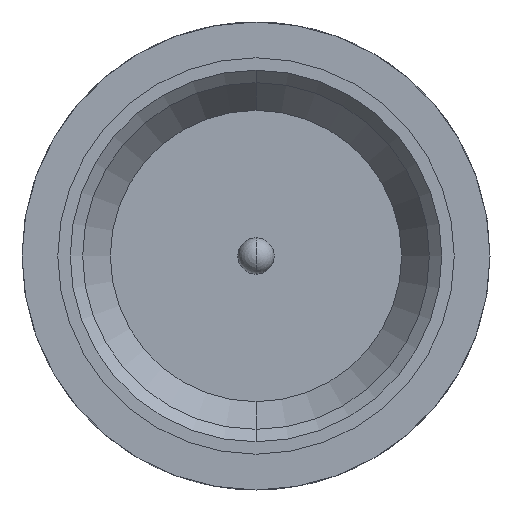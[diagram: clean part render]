
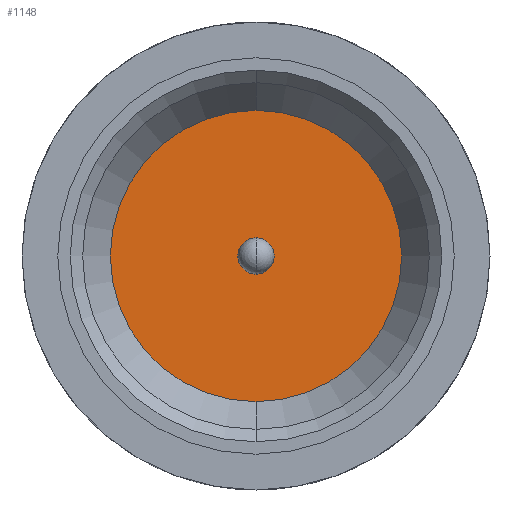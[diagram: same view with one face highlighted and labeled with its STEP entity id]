
A CAD part, front view. The second image highlights one B-rep face of the part: STEP entity #1148.
In plain terms, the highlighted planar face has unit normal (0, -1, 0).
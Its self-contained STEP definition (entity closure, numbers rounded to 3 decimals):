
#385=CARTESIAN_POINT('',(0.,2.79,0.));
#386=DIRECTION('',(0.,1.,0.));
#387=DIRECTION('',(0.,0.,-1.));
#388=AXIS2_PLACEMENT_3D('',#385,#386,#387);
#390=CARTESIAN_POINT('',(0.,2.79,0.));
#391=DIRECTION('',(0.,-1.,0.));
#392=DIRECTION('',(0.,0.,-1.));
#393=AXIS2_PLACEMENT_3D('',#390,#391,#392);
#395=CARTESIAN_POINT('',(0.,2.79,0.));
#396=DIRECTION('',(0.,1.,0.));
#397=DIRECTION('',(0.,0.,-1.));
#398=AXIS2_PLACEMENT_3D('',#395,#396,#397);
#400=CARTESIAN_POINT('',(0.,2.79,0.));
#401=DIRECTION('',(0.,1.,0.));
#402=DIRECTION('',(0.,0.,1.));
#403=AXIS2_PLACEMENT_3D('',#400,#401,#402);
#513=CARTESIAN_POINT('',(0.,2.79,-1.59));
#514=VERTEX_POINT('',#513);
#523=CARTESIAN_POINT('',(0.,2.79,1.59));
#524=VERTEX_POINT('',#523);
#551=CARTESIAN_POINT('',(0.,2.79,-0.19));
#552=CARTESIAN_POINT('',(0.,2.79,0.19));
#553=VERTEX_POINT('',#551);
#554=VERTEX_POINT('',#552);
#1133=CARTESIAN_POINT('',(0.,2.79,0.));
#1134=DIRECTION('',(0.,-1.,0.));
#1135=DIRECTION('',(0.,0.,1.));
#1136=AXIS2_PLACEMENT_3D('',#1133,#1134,#1135);
#1137=PLANE('',#1136);
#1138=ORIENTED_EDGE('',*,*,#1115,.T.);
#1139=ORIENTED_EDGE('',*,*,#1126,.F.);
#1140=EDGE_LOOP('',(#1138,#1139));
#1141=FACE_OUTER_BOUND('',#1140,.F.);
#1143=ORIENTED_EDGE('',*,*,#1142,.F.);
#1145=ORIENTED_EDGE('',*,*,#1144,.F.);
#1146=EDGE_LOOP('',(#1143,#1145));
#1147=FACE_BOUND('',#1146,.F.);
#1148=ADVANCED_FACE('',(#1141,#1147),#1137,.T.);
#389=CIRCLE('',#388,1.59);
#394=CIRCLE('',#393,1.59);
#399=CIRCLE('',#398,0.19);
#404=CIRCLE('',#403,0.19);
#1115=EDGE_CURVE('',#514,#524,#389,.T.);
#1126=EDGE_CURVE('',#514,#524,#394,.T.);
#1142=EDGE_CURVE('',#553,#554,#399,.T.);
#1144=EDGE_CURVE('',#554,#553,#404,.T.);
